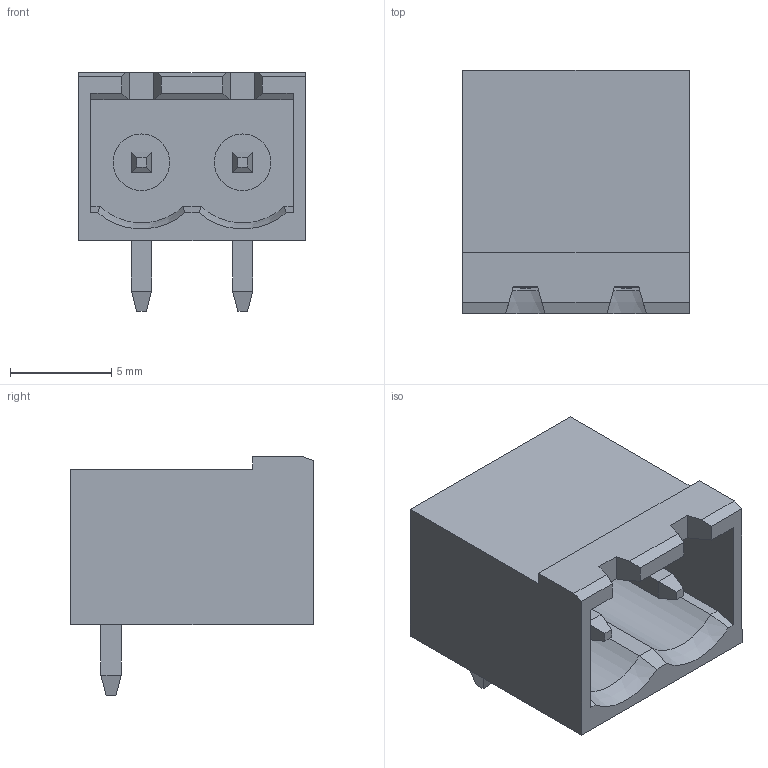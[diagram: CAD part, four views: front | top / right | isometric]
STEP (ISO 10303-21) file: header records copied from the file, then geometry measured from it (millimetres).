
FILE_DESCRIPTION((''),'2;1');
FILE_NAME('CAMDEN_CTB9350-2A.stp','2011-09-28T15:44:49',(''),(''),'Mechanical Desktop 2011','Mechanical Desktop 2011',', , ');
FILE_SCHEMA(('AUTOMOTIVE_DESIGN { 1 2 10303 214 1 1 1 1 }'));
Length unit declared in the file: millimetre
Products named in the file (1): Product
Bounding box: 11.2 x 12 x 11.8 mm (x, y, z)
Volume: 603.7 mm3; surface area: 1017.8 mm2
Topology: 7 solids, 7 shells, 83 faces, 187 edges, 118 vertices
Faces by surface type: plane 75, cylinder 6, cone 2
Entity records: 2341 total; most frequent: CARTESIAN_POINT 437, ORIENTED_EDGE 374, DIRECTION 365, EDGE_CURVE 187, VECTOR 169, LINE 169, VERTEX_POINT 118, AXIS2_PLACEMENT_3D 98
